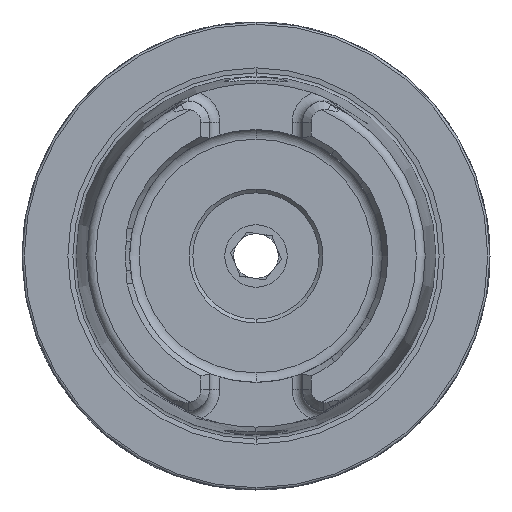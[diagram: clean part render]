
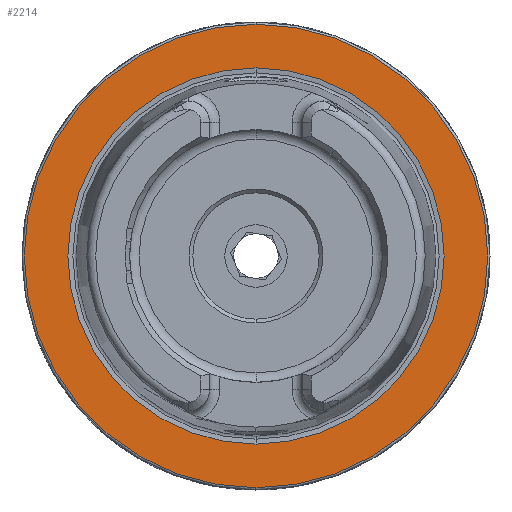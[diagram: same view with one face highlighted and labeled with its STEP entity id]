
A CAD part, left-side view. The second image highlights one B-rep face of the part: STEP entity #2214.
In plain terms, the highlighted planar face has unit normal (-1, 0, 0).
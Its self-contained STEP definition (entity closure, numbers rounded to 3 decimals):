
#1116 = CARTESIAN_POINT ( 'NONE',  ( 0., 0., 31.2 ) ) ;
#1117 = CARTESIAN_POINT ( 'NONE',  ( 0., 0., -31.2 ) ) ;
#1121 = CARTESIAN_POINT ( 'NONE',  ( 0., 0., -25.324 ) ) ;
#1122 = CARTESIAN_POINT ( 'NONE',  ( 0., 0., 25.324 ) ) ;
#2214 = ADVANCED_FACE ( 'NONE', ( #6086, #6084 ), #6907, .F. ) ;
#3653 = ORIENTED_EDGE ( 'NONE', *, *, #4819, .F. ) ;
#3654 = ORIENTED_EDGE ( 'NONE', *, *, #4964, .F. ) ;
#3655 = ORIENTED_EDGE ( 'NONE', *, *, #4968, .T. ) ;
#3656 = ORIENTED_EDGE ( 'NONE', *, *, #4820, .T. ) ;
#4574 = EDGE_LOOP ( 'NONE', ( #3655, #3656 ) ) ;
#4589 = EDGE_LOOP ( 'NONE', ( #3653, #3654 ) ) ;
#4819 = EDGE_CURVE ( 'NONE', #5541, #5540, #8110, .T. ) ;
#4820 = EDGE_CURVE ( 'NONE', #5536, #5535, #8112, .T. ) ;
#4964 = EDGE_CURVE ( 'NONE', #5540, #5541, #8298, .T. ) ;
#4968 = EDGE_CURVE ( 'NONE', #5535, #5536, #8304, .T. ) ;
#5535 = VERTEX_POINT ( 'NONE', #1116 ) ;
#5536 = VERTEX_POINT ( 'NONE', #1117 ) ;
#5540 = VERTEX_POINT ( 'NONE', #1121 ) ;
#5541 = VERTEX_POINT ( 'NONE', #1122 ) ;
#6084 = FACE_OUTER_BOUND ( 'NONE', #4574, .T. ) ;
#6086 = FACE_BOUND ( 'NONE', #4589, .T. ) ;
#6572 = AXIS2_PLACEMENT_3D ( 'NONE', #6901, #6909, #6910 ) ;
#6901 = CARTESIAN_POINT ( 'NONE',  ( 0., 31.2, 0. ) ) ;
#6907 = PLANE ( 'NONE',  #6572 ) ;
#6909 = DIRECTION ( 'NONE',  ( 1., 0., 0. ) ) ;
#6910 = DIRECTION ( 'NONE',  ( 0., 0., -1. ) ) ;
#8110 = CIRCLE ( 'NONE', #10084, 25.324 ) ;
#8112 = CIRCLE ( 'NONE', #10085, 31.2 ) ;
#8298 = CIRCLE ( 'NONE', #10155, 25.324 ) ;
#8304 = CIRCLE ( 'NONE', #10158, 31.2 ) ;
#10084 = AXIS2_PLACEMENT_3D ( 'NONE', #10728, #10729, #10730 ) ;
#10085 = AXIS2_PLACEMENT_3D ( 'NONE', #10733, #10734, #10735 ) ;
#10155 = AXIS2_PLACEMENT_3D ( 'NONE', #11234, #11235, #11236 ) ;
#10158 = AXIS2_PLACEMENT_3D ( 'NONE', #11243, #11244, #11245 ) ;
#10728 = CARTESIAN_POINT ( 'NONE',  ( 0., 0., 0. ) ) ;
#10729 = DIRECTION ( 'NONE',  ( -1., 0., 0. ) ) ;
#10730 = DIRECTION ( 'NONE',  ( 0., 0., 1. ) ) ;
#10733 = CARTESIAN_POINT ( 'NONE',  ( 0., 0., 0. ) ) ;
#10734 = DIRECTION ( 'NONE',  ( -1., 0., 0. ) ) ;
#10735 = DIRECTION ( 'NONE',  ( 0., 0., 1. ) ) ;
#11234 = CARTESIAN_POINT ( 'NONE',  ( 0., 0., 0. ) ) ;
#11235 = DIRECTION ( 'NONE',  ( -1., 0., 0. ) ) ;
#11236 = DIRECTION ( 'NONE',  ( 0., 0., 1. ) ) ;
#11243 = CARTESIAN_POINT ( 'NONE',  ( 0., 0., 0. ) ) ;
#11244 = DIRECTION ( 'NONE',  ( -1., 0., 0. ) ) ;
#11245 = DIRECTION ( 'NONE',  ( 0., 0., 1. ) ) ;
